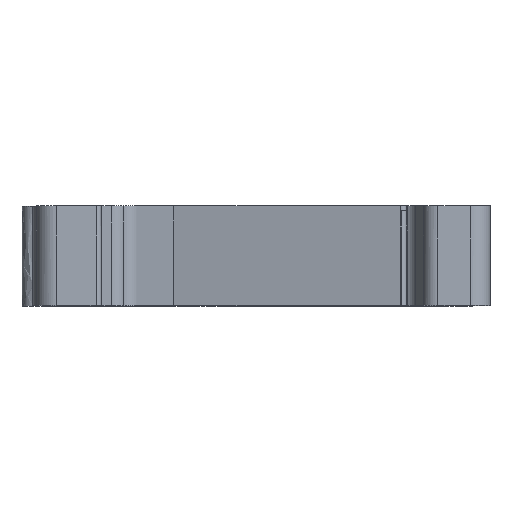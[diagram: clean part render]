
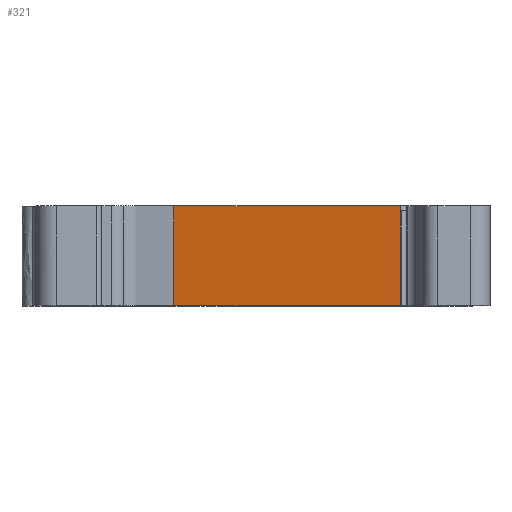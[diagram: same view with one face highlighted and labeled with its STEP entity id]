
A CAD part, top view. The second image highlights one B-rep face of the part: STEP entity #321.
In plain terms, the highlighted planar face has unit normal (-0.206, 0, 0.979).
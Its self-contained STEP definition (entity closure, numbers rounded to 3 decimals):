
#321 = ADVANCED_FACE ( 'NONE', ( #6801 ), #6783, .T. ) ;
#1012 = DIRECTION ( 'NONE',  ( 0.979, 0., 0.206 ) ) ;
#1032 = LINE ( 'NONE', #1045, #3310 ) ;
#1045 = CARTESIAN_POINT ( 'NONE',  ( 3.364, -9.901, 35.344 ) ) ;
#1207 = LINE ( 'NONE', #1239, #3362 ) ;
#1213 = DIRECTION ( 'NONE',  ( -0.979, 0., -0.206 ) ) ;
#1239 = CARTESIAN_POINT ( 'NONE',  ( 3.333, -0.101, 35.337 ) ) ;
#2819 = CARTESIAN_POINT ( 'NONE',  ( 15.101, -0.101, 37.814 ) ) ;
#2838 = CARTESIAN_POINT ( 'NONE',  ( -7.214, -9.901, 33.118 ) ) ;
#2839 = CARTESIAN_POINT ( 'NONE',  ( 15.101, -9.901, 37.814 ) ) ;
#3310 = VECTOR ( 'NONE', #1012, 1000. ) ;
#3362 = VECTOR ( 'NONE', #1213, 1000. ) ;
#4374 = EDGE_LOOP ( 'NONE', ( #7340, #7296, #7292, #7308, #7380 ) ) ;
#6056 = VERTEX_POINT ( 'NONE', #9551 ) ;
#6368 = VERTEX_POINT ( 'NONE', #9856 ) ;
#6783 = PLANE ( 'NONE',  #8856 ) ;
#6788 = CARTESIAN_POINT ( 'NONE',  ( 3.333, -43.669, 35.337 ) ) ;
#6789 = DIRECTION ( 'NONE',  ( -0.206, 0., 0.979 ) ) ;
#6801 = FACE_OUTER_BOUND ( 'NONE', #4374, .T. ) ;
#6811 = DIRECTION ( 'NONE',  ( 0.979, 0., 0.206 ) ) ;
#7292 = ORIENTED_EDGE ( 'NONE', *, *, #10396, .T. ) ;
#7296 = ORIENTED_EDGE ( 'NONE', *, *, #11889, .T. ) ;
#7308 = ORIENTED_EDGE ( 'NONE', *, *, #11845, .T. ) ;
#7340 = ORIENTED_EDGE ( 'NONE', *, *, #10376, .T. ) ;
#7380 = ORIENTED_EDGE ( 'NONE', *, *, #10404, .T. ) ;
#8163 = VERTEX_POINT ( 'NONE', #2819 ) ;
#8214 = VERTEX_POINT ( 'NONE', #2839 ) ;
#8221 = VERTEX_POINT ( 'NONE', #2838 ) ;
#8856 = AXIS2_PLACEMENT_3D ( 'NONE', #6788, #6789, #6811 ) ;
#9078 = VECTOR ( 'NONE', #12064, 1000. ) ;
#9108 = VECTOR ( 'NONE', #12147, 1000. ) ;
#9133 = VECTOR ( 'NONE', #12144, 1000. ) ;
#9551 = CARTESIAN_POINT ( 'NONE',  ( -7.214, -0.101, 33.118 ) ) ;
#9856 = CARTESIAN_POINT ( 'NONE',  ( 15.101, -0.601, 37.814 ) ) ;
#10376 = EDGE_CURVE ( 'NONE', #6368, #8163, #12040, .T. ) ;
#10396 = EDGE_CURVE ( 'NONE', #6056, #8221, #12133, .T. ) ;
#10404 = EDGE_CURVE ( 'NONE', #8214, #6368, #12145, .T. ) ;
#11845 = EDGE_CURVE ( 'NONE', #8221, #8214, #1032, .T. ) ;
#11889 = EDGE_CURVE ( 'NONE', #8163, #6056, #1207, .T. ) ;
#12040 = LINE ( 'NONE', #12063, #9078 ) ;
#12063 = CARTESIAN_POINT ( 'NONE',  ( 15.101, -43.669, 37.814 ) ) ;
#12064 = DIRECTION ( 'NONE',  ( 0., 1., 0. ) ) ;
#12133 = LINE ( 'NONE', #12140, #9108 ) ;
#12136 = CARTESIAN_POINT ( 'NONE',  ( 15.101, -43.669, 37.814 ) ) ;
#12140 = CARTESIAN_POINT ( 'NONE',  ( -7.214, -43.669, 33.118 ) ) ;
#12144 = DIRECTION ( 'NONE',  ( 0., 1., 0. ) ) ;
#12145 = LINE ( 'NONE', #12136, #9133 ) ;
#12147 = DIRECTION ( 'NONE',  ( 0., -1., 0. ) ) ;
